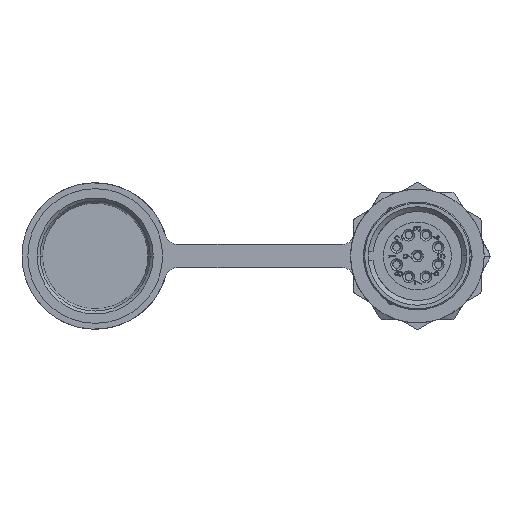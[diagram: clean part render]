
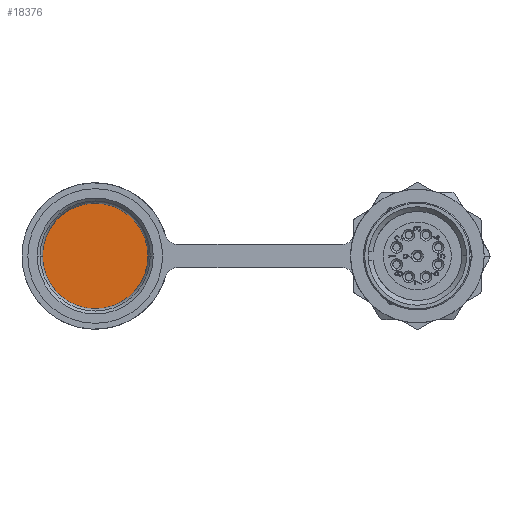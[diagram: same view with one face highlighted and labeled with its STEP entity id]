
A CAD part, left-side view. The second image highlights one B-rep face of the part: STEP entity #18376.
In plain terms, the highlighted planar face has unit normal (-1, 0, 0).
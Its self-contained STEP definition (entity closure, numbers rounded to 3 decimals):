
#7674=CARTESIAN_POINT('',(13.1,67.5,-12.503));
#7675=DIRECTION('',(1.,0.,0.));
#7676=DIRECTION('',(0.,1.,0.));
#7677=AXIS2_PLACEMENT_3D('',#7674,#7675,#7676);
#7679=CARTESIAN_POINT('',(13.1,67.5,-12.503));
#7680=DIRECTION('',(1.,0.,0.));
#7681=DIRECTION('',(0.,-1.,0.));
#7682=AXIS2_PLACEMENT_3D('',#7679,#7680,#7681);
#9770=CARTESIAN_POINT('',(13.1,76.9,-12.503));
#9771=VERTEX_POINT('',#9770);
#9772=CARTESIAN_POINT('',(13.1,58.1,-12.503));
#9773=VERTEX_POINT('',#9772);
#18367=CARTESIAN_POINT('',(13.1,67.5,-12.503));
#18368=DIRECTION('',(1.,0.,0.));
#18369=DIRECTION('',(0.,-1.,0.));
#18370=AXIS2_PLACEMENT_3D('',#18367,#18368,#18369);
#18371=PLANE('',#18370);
#18372=ORIENTED_EDGE('',*,*,#18362,.T.);
#18373=ORIENTED_EDGE('',*,*,#18346,.T.);
#18374=EDGE_LOOP('',(#18372,#18373));
#18375=FACE_OUTER_BOUND('',#18374,.F.);
#7678=CIRCLE('',#7677,9.4);
#7683=CIRCLE('',#7682,9.4);
#18346=EDGE_CURVE('',#9773,#9771,#7683,.T.);
#18362=EDGE_CURVE('',#9771,#9773,#7678,.T.);
#18376=ADVANCED_FACE('',(#18375),#18371,.F.);
